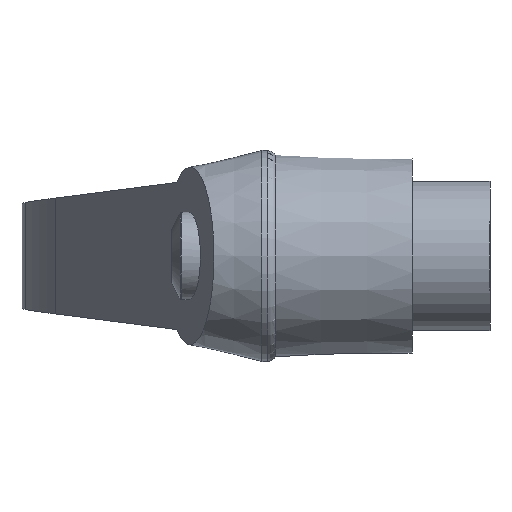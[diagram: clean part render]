
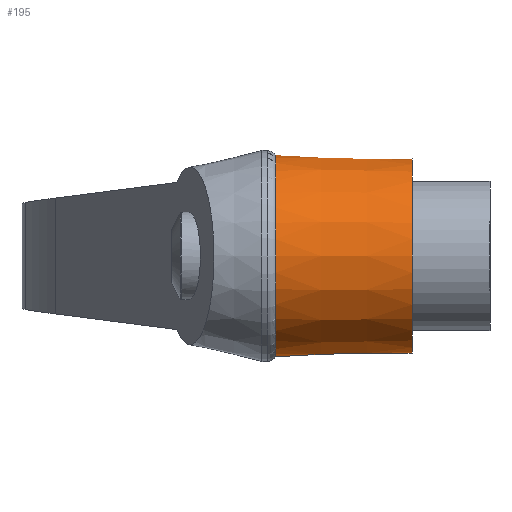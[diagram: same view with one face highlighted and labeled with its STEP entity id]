
A CAD part, left-side view. The second image highlights one B-rep face of the part: STEP entity #195.
In plain terms, the highlighted conical face has half-angle 1.5 degrees and reference radius 15 mm.
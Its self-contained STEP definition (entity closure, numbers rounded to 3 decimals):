
#195 = ADVANCED_FACE( '', ( #429, #430 ), #431, .T. );
#429 = FACE_OUTER_BOUND( '', #701, .T. );
#430 = FACE_BOUND( '', #702, .T. );
#431 = CONICAL_SURFACE( '', #703, 15., 0.026 );
#701 = EDGE_LOOP( '', ( #1216, #1217, #1218, #1219 ) );
#702 = EDGE_LOOP( '', ( #1220 ) );
#703 = AXIS2_PLACEMENT_3D( '', #1221, #1222, #1223 );
#1216 = ORIENTED_EDGE( '', *, *, #1836, .F. );
#1217 = ORIENTED_EDGE( '', *, *, #1837, .F. );
#1218 = ORIENTED_EDGE( '', *, *, #1641, .F. );
#1219 = ORIENTED_EDGE( '', *, *, #1710, .F. );
#1220 = ORIENTED_EDGE( '', *, *, #1838, .T. );
#1221 = CARTESIAN_POINT( '', ( 0., 12., 0. ) );
#1222 = DIRECTION( '', ( 0., 1., 0. ) );
#1223 = DIRECTION( '', ( -1., 0., 0. ) );
#1641 = EDGE_CURVE( '', #1961, #1962, #1964, .T. );
#1710 = EDGE_CURVE( '', #2083, #1961, #2085, .T. );
#1836 = EDGE_CURVE( '', #2238, #2083, #2279, .T. );
#1837 = EDGE_CURVE( '', #1962, #2238, #2280, .T. );
#1838 = EDGE_CURVE( '', #2281, #2281, #2282, .T. );
#1961 = VERTEX_POINT( '', #2429 );
#1962 = VERTEX_POINT( '', #2430 );
#1964 = CIRCLE( '', #2436, 15.55 );
#2083 = VERTEX_POINT( '', #2653 );
#2085 = CIRCLE( '', #2656, 15.55 );
#2238 = VERTEX_POINT( '', #2879 );
#2279 = CIRCLE( '', #2965, 15.55 );
#2280 = CIRCLE( '', #2966, 15.55 );
#2281 = VERTEX_POINT( '', #2967 );
#2282 = CIRCLE( '', #2968, 15. );
#2429 = CARTESIAN_POINT( '', ( 15.5, 33., 1.245 ) );
#2430 = CARTESIAN_POINT( '', ( 15.5, 33., -1.245 ) );
#2436 = AXIS2_PLACEMENT_3D( '', #3170, #3171, #3172 );
#2653 = CARTESIAN_POINT( '', ( 10.805, 33., 11.183 ) );
#2656 = AXIS2_PLACEMENT_3D( '', #3257, #3258, #3259 );
#2879 = CARTESIAN_POINT( '', ( 10.805, 33., -11.183 ) );
#2965 = AXIS2_PLACEMENT_3D( '', #3427, #3428, #3429 );
#2966 = AXIS2_PLACEMENT_3D( '', #3430, #3431, #3432 );
#2967 = CARTESIAN_POINT( '', ( -15., 12., 0. ) );
#2968 = AXIS2_PLACEMENT_3D( '', #3433, #3434, #3435 );
#3170 = CARTESIAN_POINT( '', ( 0., 33., 0. ) );
#3171 = DIRECTION( '', ( 0., 1., 0. ) );
#3172 = DIRECTION( '', ( -1., 0., 0. ) );
#3257 = CARTESIAN_POINT( '', ( 0., 33., 0. ) );
#3258 = DIRECTION( '', ( 0., 1., 0. ) );
#3259 = DIRECTION( '', ( -1., 0., 0. ) );
#3427 = CARTESIAN_POINT( '', ( 0., 33., 0. ) );
#3428 = DIRECTION( '', ( 0., 1., 0. ) );
#3429 = DIRECTION( '', ( -1., 0., 0. ) );
#3430 = CARTESIAN_POINT( '', ( 0., 33., 0. ) );
#3431 = DIRECTION( '', ( 0., 1., 0. ) );
#3432 = DIRECTION( '', ( -1., 0., 0. ) );
#3433 = CARTESIAN_POINT( '', ( 0., 12., 0. ) );
#3434 = DIRECTION( '', ( 0., 1., 0. ) );
#3435 = DIRECTION( '', ( -1., 0., 0. ) );
